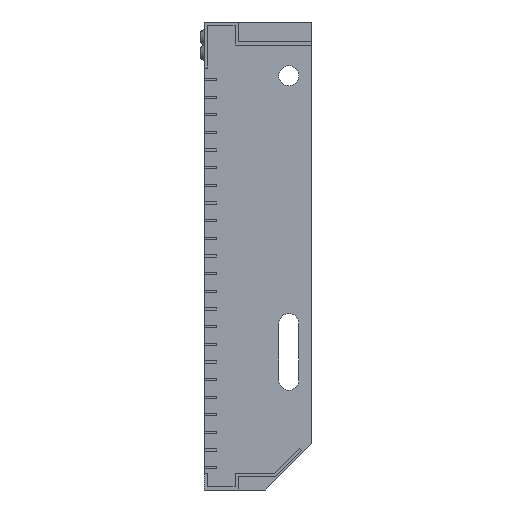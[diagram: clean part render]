
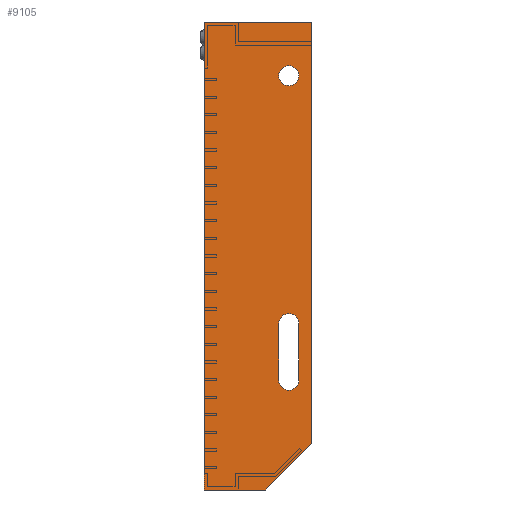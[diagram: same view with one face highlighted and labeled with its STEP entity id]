
A CAD part, left-side view. The second image highlights one B-rep face of the part: STEP entity #9105.
In plain terms, the highlighted planar face has unit normal (-1, 0, 0).
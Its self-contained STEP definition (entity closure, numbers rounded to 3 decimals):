
#62 = DIRECTION ( 'NONE',  ( 0., -1., 0. ) ) ;
#488 = VERTEX_POINT ( 'NONE', #21826 ) ;
#2228 = DIRECTION ( 'NONE',  ( 0., 0., -1. ) ) ;
#2246 = DIRECTION ( 'NONE',  ( 1., 0., 0. ) ) ;
#2463 = CIRCLE ( 'NONE', #30814, 6.5 ) ;
#2637 = VERTEX_POINT ( 'NONE', #29160 ) ;
#2734 = DIRECTION ( 'NONE',  ( 1., 0., 0. ) ) ;
#4845 = ORIENTED_EDGE ( 'NONE', *, *, #11015, .T. ) ;
#4878 = VERTEX_POINT ( 'NONE', #18722 ) ;
#5287 = ORIENTED_EDGE ( 'NONE', *, *, #27957, .F. ) ;
#5707 = VERTEX_POINT ( 'NONE', #32586 ) ;
#5890 = LINE ( 'NONE', #18444, #32921 ) ;
#6164 = EDGE_CURVE ( 'NONE', #14124, #5707, #10224, .T. ) ;
#6486 = AXIS2_PLACEMENT_3D ( 'NONE', #16974, #24638, #29767 ) ;
#7069 = EDGE_CURVE ( 'NONE', #16285, #488, #24449, .T. ) ;
#7298 = CARTESIAN_POINT ( 'NONE',  ( -400., 0., 0. ) ) ;
#7345 = CARTESIAN_POINT ( 'NONE',  ( -400., 15., -35. ) ) ;
#8883 = CARTESIAN_POINT ( 'NONE',  ( -400., 8.5, -233.5 ) ) ;
#9105 = ADVANCED_FACE ( 'NONE', ( #17111, #10380, #26639 ), #15474, .F. ) ;
#9479 = DIRECTION ( 'NONE',  ( 1., 0., 0. ) ) ;
#9857 = LINE ( 'NONE', #32432, #22544 ) ;
#9910 = DIRECTION ( 'NONE',  ( 0., 0., -1. ) ) ;
#9922 = DIRECTION ( 'NONE',  ( 0., 0., -1. ) ) ;
#9990 = DIRECTION ( 'NONE',  ( 1., 0., 0. ) ) ;
#10224 = LINE ( 'NONE', #7298, #27275 ) ;
#10380 = FACE_BOUND ( 'NONE', #15995, .T. ) ;
#10510 = AXIS2_PLACEMENT_3D ( 'NONE', #29582, #19455, #21879 ) ;
#10884 = LINE ( 'NONE', #12072, #30379 ) ;
#10912 = CARTESIAN_POINT ( 'NONE',  ( -400., 21.5, -233.5 ) ) ;
#10987 = EDGE_CURVE ( 'NONE', #4878, #22462, #29750, .T. ) ;
#10995 = EDGE_CURVE ( 'NONE', #26719, #16285, #19015, .T. ) ;
#11015 = EDGE_CURVE ( 'NONE', #29693, #26719, #14205, .T. ) ;
#11785 = ORIENTED_EDGE ( 'NONE', *, *, #10995, .T. ) ;
#12072 = CARTESIAN_POINT ( 'NONE',  ( -400., 21.5, -233.5 ) ) ;
#12262 = VECTOR ( 'NONE', #24671, 1000. ) ;
#12872 = CARTESIAN_POINT ( 'NONE',  ( -400., 15., -28.5 ) ) ;
#12935 = AXIS2_PLACEMENT_3D ( 'NONE', #17113, #9479, #9922 ) ;
#12987 = ORIENTED_EDGE ( 'NONE', *, *, #31345, .T. ) ;
#13432 = DIRECTION ( 'NONE',  ( 0., 0., 1. ) ) ;
#14124 = VERTEX_POINT ( 'NONE', #18216 ) ;
#14205 = CIRCLE ( 'NONE', #12935, 6.5 ) ;
#14608 = DIRECTION ( 'NONE',  ( 0., 0., 1. ) ) ;
#15288 = DIRECTION ( 'NONE',  ( 0., 0., -1. ) ) ;
#15474 = PLANE ( 'NONE',  #23740 ) ;
#15662 = ORIENTED_EDGE ( 'NONE', *, *, #10987, .F. ) ;
#15995 = EDGE_LOOP ( 'NONE', ( #16811, #24298 ) ) ;
#16285 = VERTEX_POINT ( 'NONE', #8883 ) ;
#16675 = CARTESIAN_POINT ( 'NONE',  ( -400., 30., -305. ) ) ;
#16797 = EDGE_LOOP ( 'NONE', ( #5287, #30059, #18001, #20053, #15662 ) ) ;
#16811 = ORIENTED_EDGE ( 'NONE', *, *, #18452, .T. ) ;
#16870 = EDGE_CURVE ( 'NONE', #24819, #27820, #2463, .T. ) ;
#16974 = CARTESIAN_POINT ( 'NONE',  ( -400., 15., -233.5 ) ) ;
#17053 = DIRECTION ( 'NONE',  ( 0., 1., 0. ) ) ;
#17111 = FACE_BOUND ( 'NONE', #28738, .T. ) ;
#17113 = CARTESIAN_POINT ( 'NONE',  ( -400., 15., -196.5 ) ) ;
#18001 = ORIENTED_EDGE ( 'NONE', *, *, #27680, .F. ) ;
#18216 = CARTESIAN_POINT ( 'NONE',  ( -400., 70., 0. ) ) ;
#18444 = CARTESIAN_POINT ( 'NONE',  ( -400., 70., 0. ) ) ;
#18452 = EDGE_CURVE ( 'NONE', #27820, #24819, #32760, .T. ) ;
#18722 = CARTESIAN_POINT ( 'NONE',  ( -400., 0., -275. ) ) ;
#18963 = EDGE_CURVE ( 'NONE', #22462, #2637, #28343, .T. ) ;
#19015 = LINE ( 'NONE', #29692, #12262 ) ;
#19431 = CARTESIAN_POINT ( 'NONE',  ( -400., 30., -305. ) ) ;
#19455 = DIRECTION ( 'NONE',  ( 1., 0., 0. ) ) ;
#19519 = CARTESIAN_POINT ( 'NONE',  ( -400., 8.5, -196.5 ) ) ;
#19732 = CARTESIAN_POINT ( 'NONE',  ( -400., 70., -305. ) ) ;
#20053 = ORIENTED_EDGE ( 'NONE', *, *, #18963, .F. ) ;
#20496 = DIRECTION ( 'NONE',  ( 0., 0., 1. ) ) ;
#21045 = CARTESIAN_POINT ( 'NONE',  ( -400., 21.5, -196.5 ) ) ;
#21214 = CARTESIAN_POINT ( 'NONE',  ( -400., 15., -41.5 ) ) ;
#21826 = CARTESIAN_POINT ( 'NONE',  ( -400., 15., -240. ) ) ;
#21879 = DIRECTION ( 'NONE',  ( 0., 0., -1. ) ) ;
#21930 = ORIENTED_EDGE ( 'NONE', *, *, #24524, .T. ) ;
#22462 = VERTEX_POINT ( 'NONE', #19431 ) ;
#22544 = VECTOR ( 'NONE', #2228, 1000. ) ;
#23740 = AXIS2_PLACEMENT_3D ( 'NONE', #26023, #2734, #20496 ) ;
#24223 = AXIS2_PLACEMENT_3D ( 'NONE', #30327, #9990, #15288 ) ;
#24298 = ORIENTED_EDGE ( 'NONE', *, *, #16870, .T. ) ;
#24349 = DIRECTION ( 'NONE',  ( 0., 0.707, -0.707 ) ) ;
#24449 = CIRCLE ( 'NONE', #6486, 6.5 ) ;
#24524 = EDGE_CURVE ( 'NONE', #488, #28469, #25613, .T. ) ;
#24638 = DIRECTION ( 'NONE',  ( 1., 0., 0. ) ) ;
#24671 = DIRECTION ( 'NONE',  ( 0., 0., -1. ) ) ;
#24819 = VERTEX_POINT ( 'NONE', #12872 ) ;
#25613 = CIRCLE ( 'NONE', #10510, 6.5 ) ;
#26023 = CARTESIAN_POINT ( 'NONE',  ( -400., 0., 0. ) ) ;
#26639 = FACE_OUTER_BOUND ( 'NONE', #16797, .T. ) ;
#26719 = VERTEX_POINT ( 'NONE', #19519 ) ;
#27275 = VECTOR ( 'NONE', #62, 1000. ) ;
#27680 = EDGE_CURVE ( 'NONE', #2637, #14124, #5890, .T. ) ;
#27820 = VERTEX_POINT ( 'NONE', #21214 ) ;
#27957 = EDGE_CURVE ( 'NONE', #5707, #4878, #9857, .T. ) ;
#28343 = LINE ( 'NONE', #19732, #31931 ) ;
#28469 = VERTEX_POINT ( 'NONE', #10912 ) ;
#28738 = EDGE_LOOP ( 'NONE', ( #11785, #32742, #21930, #12987, #4845 ) ) ;
#28945 = VECTOR ( 'NONE', #24349, 1000. ) ;
#29160 = CARTESIAN_POINT ( 'NONE',  ( -400., 70., -305. ) ) ;
#29582 = CARTESIAN_POINT ( 'NONE',  ( -400., 15., -233.5 ) ) ;
#29692 = CARTESIAN_POINT ( 'NONE',  ( -400., 8.5, -196.5 ) ) ;
#29693 = VERTEX_POINT ( 'NONE', #21045 ) ;
#29750 = LINE ( 'NONE', #16675, #28945 ) ;
#29767 = DIRECTION ( 'NONE',  ( 0., 0., -1. ) ) ;
#30059 = ORIENTED_EDGE ( 'NONE', *, *, #6164, .F. ) ;
#30327 = CARTESIAN_POINT ( 'NONE',  ( -400., 15., -35. ) ) ;
#30379 = VECTOR ( 'NONE', #14608, 1000. ) ;
#30814 = AXIS2_PLACEMENT_3D ( 'NONE', #7345, #2246, #9910 ) ;
#31345 = EDGE_CURVE ( 'NONE', #28469, #29693, #10884, .T. ) ;
#31931 = VECTOR ( 'NONE', #17053, 1000. ) ;
#32432 = CARTESIAN_POINT ( 'NONE',  ( -400., 0., -275. ) ) ;
#32586 = CARTESIAN_POINT ( 'NONE',  ( -400., 0., 0. ) ) ;
#32742 = ORIENTED_EDGE ( 'NONE', *, *, #7069, .T. ) ;
#32760 = CIRCLE ( 'NONE', #24223, 6.5 ) ;
#32921 = VECTOR ( 'NONE', #13432, 1000. ) ;
